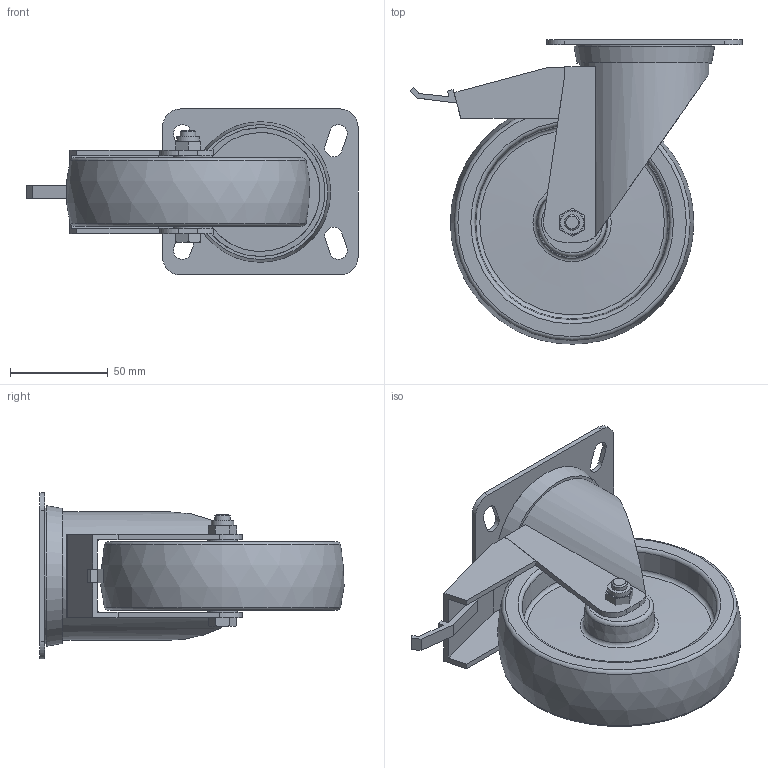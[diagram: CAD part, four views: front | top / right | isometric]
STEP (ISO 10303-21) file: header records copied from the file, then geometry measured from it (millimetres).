
FILE_DESCRIPTION(/* description */ ('RUOTA D.125 GIREV. C/P C/F'),/* implementation_level */ '2;1');
FILE_NAME(/* name */ 'CRUST0000014.stp',/* time_stamp */ '2025-02-12T16:55:01+01:00',/* author */ ('tecnico5'),/* organization */ (''),/* preprocessor_version */ 'ST-DEVELOPER v20',/* originating_system */ 'Autodesk Inventor 2022',/* authorisation */ '');
FILE_SCHEMA (('AUTOMOTIVE_DESIGN { 1 0 10303 214 3 1 1 }'));
Length unit declared in the file: millimetre
Products named in the file (1): CRUST0000014
Bounding box: 170 x 155.77 x 85 mm (x, y, z)
Volume: 323710.9 mm3; surface area: 103404.7 mm2
Topology: 3 solids, 3 shells, 163 faces, 384 edges, 243 vertices
Faces by surface type: plane 79, cone 35, cylinder 29, torus 19, sphere 1
Full cylindrical faces by diameter (mm): 8 x3, 9 x2, 11.63 x2, 15 x2, 40.35 x1, 61 x1, 66 x1, 69.6 x1
Entity records: 4750 total; most frequent: CARTESIAN_POINT 903, DIRECTION 815, ORIENTED_EDGE 768, EDGE_CURVE 384, AXIS2_PLACEMENT_3D 319, VERTEX_POINT 243, EDGE_LOOP 193, LINE 177
